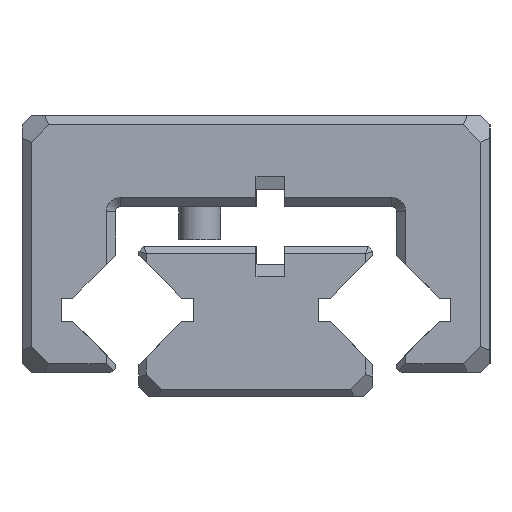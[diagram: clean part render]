
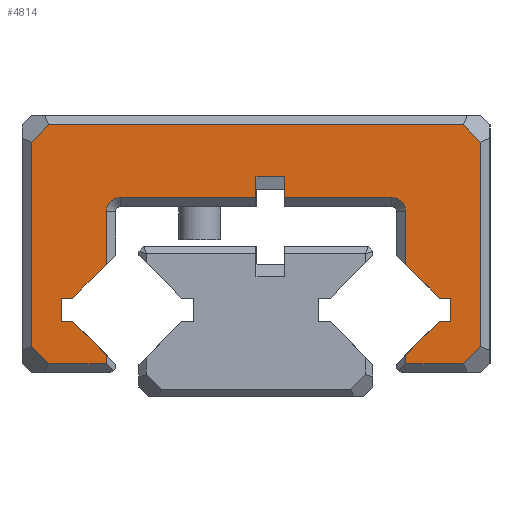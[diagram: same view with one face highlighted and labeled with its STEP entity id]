
A CAD part, left-side view. The second image highlights one B-rep face of the part: STEP entity #4814.
In plain terms, the highlighted planar face has unit normal (-1, 0, 0).
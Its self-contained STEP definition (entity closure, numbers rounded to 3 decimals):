
#4404=CIRCLE('',#31215,0.3);
#4405=CIRCLE('',#31216,0.3);
#4814=ADVANCED_FACE('',(#7305),#6159,.F.);
#6159=PLANE('',#31217);
#7305=FACE_OUTER_BOUND('',#8700,.T.);
#8700=EDGE_LOOP('',(#12803,#12804,#12805,#12806,#12807,#12808,#12809,#12810,
#12811,#12812,#12813,#12814,#12815,#12816,#12817,#12818,#12819,#12820,#12821,
#12822,#12823,#12824,#12825,#12826,#12827,#12828,#12829,#12830,#12831,#12832));
#12803=ORIENTED_EDGE('',*,*,#21852,.T.);
#12804=ORIENTED_EDGE('',*,*,#21853,.T.);
#12805=ORIENTED_EDGE('',*,*,#21854,.T.);
#12806=ORIENTED_EDGE('',*,*,#21855,.T.);
#12807=ORIENTED_EDGE('',*,*,#21856,.T.);
#12808=ORIENTED_EDGE('',*,*,#21857,.T.);
#12809=ORIENTED_EDGE('',*,*,#21858,.T.);
#12810=ORIENTED_EDGE('',*,*,#21859,.T.);
#12811=ORIENTED_EDGE('',*,*,#21860,.T.);
#12812=ORIENTED_EDGE('',*,*,#21861,.F.);
#12813=ORIENTED_EDGE('',*,*,#21862,.F.);
#12814=ORIENTED_EDGE('',*,*,#21863,.F.);
#12815=ORIENTED_EDGE('',*,*,#21864,.F.);
#12816=ORIENTED_EDGE('',*,*,#21865,.F.);
#12817=ORIENTED_EDGE('',*,*,#21866,.T.);
#12818=ORIENTED_EDGE('',*,*,#21867,.T.);
#12819=ORIENTED_EDGE('',*,*,#21868,.T.);
#12820=ORIENTED_EDGE('',*,*,#21869,.F.);
#12821=ORIENTED_EDGE('',*,*,#21870,.T.);
#12822=ORIENTED_EDGE('',*,*,#21871,.T.);
#12823=ORIENTED_EDGE('',*,*,#21872,.T.);
#12824=ORIENTED_EDGE('',*,*,#21873,.T.);
#12825=ORIENTED_EDGE('',*,*,#21874,.T.);
#12826=ORIENTED_EDGE('',*,*,#21875,.F.);
#12827=ORIENTED_EDGE('',*,*,#21876,.F.);
#12828=ORIENTED_EDGE('',*,*,#21877,.F.);
#12829=ORIENTED_EDGE('',*,*,#21878,.F.);
#12830=ORIENTED_EDGE('',*,*,#21879,.F.);
#12831=ORIENTED_EDGE('',*,*,#21880,.T.);
#12832=ORIENTED_EDGE('',*,*,#21881,.T.);
#18941=VERTEX_POINT('',#41642);
#18942=VERTEX_POINT('',#41643);
#18943=VERTEX_POINT('',#41645);
#18944=VERTEX_POINT('',#41647);
#18945=VERTEX_POINT('',#41649);
#18946=VERTEX_POINT('',#41651);
#18947=VERTEX_POINT('',#41653);
#18948=VERTEX_POINT('',#41655);
#18949=VERTEX_POINT('',#41657);
#18950=VERTEX_POINT('',#41659);
#18951=VERTEX_POINT('',#41661);
#18952=VERTEX_POINT('',#41663);
#18953=VERTEX_POINT('',#41665);
#18954=VERTEX_POINT('',#41667);
#18955=VERTEX_POINT('',#41669);
#18956=VERTEX_POINT('',#41671);
#18957=VERTEX_POINT('',#41673);
#18958=VERTEX_POINT('',#41675);
#18959=VERTEX_POINT('',#41677);
#18960=VERTEX_POINT('',#41679);
#18961=VERTEX_POINT('',#41681);
#18962=VERTEX_POINT('',#41683);
#18963=VERTEX_POINT('',#41685);
#18964=VERTEX_POINT('',#41687);
#18965=VERTEX_POINT('',#41689);
#18966=VERTEX_POINT('',#41691);
#18967=VERTEX_POINT('',#41693);
#18968=VERTEX_POINT('',#41695);
#18969=VERTEX_POINT('',#41697);
#18970=VERTEX_POINT('',#41699);
#21852=EDGE_CURVE('',#18941,#18942,#25455,.T.);
#21853=EDGE_CURVE('',#18942,#18943,#25456,.T.);
#21854=EDGE_CURVE('',#18943,#18944,#25457,.T.);
#21855=EDGE_CURVE('',#18944,#18945,#25458,.T.);
#21856=EDGE_CURVE('',#18945,#18946,#25459,.T.);
#21857=EDGE_CURVE('',#18946,#18947,#25460,.T.);
#21858=EDGE_CURVE('',#18947,#18948,#25461,.T.);
#21859=EDGE_CURVE('',#18948,#18949,#25462,.T.);
#21860=EDGE_CURVE('',#18949,#18950,#25463,.T.);
#21861=EDGE_CURVE('',#18951,#18950,#25464,.T.);
#21862=EDGE_CURVE('',#18952,#18951,#25465,.T.);
#21863=EDGE_CURVE('',#18953,#18952,#25466,.T.);
#21864=EDGE_CURVE('',#18954,#18953,#25467,.T.);
#21865=EDGE_CURVE('',#18955,#18954,#25468,.T.);
#21866=EDGE_CURVE('',#18955,#18956,#25469,.T.);
#21867=EDGE_CURVE('',#18956,#18957,#4404,.T.);
#21868=EDGE_CURVE('',#18957,#18958,#25470,.T.);
#21869=EDGE_CURVE('',#18959,#18958,#25471,.T.);
#21870=EDGE_CURVE('',#18959,#18960,#25472,.T.);
#21871=EDGE_CURVE('',#18960,#18961,#25473,.T.);
#21872=EDGE_CURVE('',#18961,#18962,#25474,.T.);
#21873=EDGE_CURVE('',#18962,#18963,#4405,.T.);
#21874=EDGE_CURVE('',#18963,#18964,#25475,.T.);
#21875=EDGE_CURVE('',#18965,#18964,#25476,.T.);
#21876=EDGE_CURVE('',#18966,#18965,#25477,.T.);
#21877=EDGE_CURVE('',#18967,#18966,#25478,.T.);
#21878=EDGE_CURVE('',#18968,#18967,#25479,.T.);
#21879=EDGE_CURVE('',#18969,#18968,#25480,.T.);
#21880=EDGE_CURVE('',#18969,#18970,#25481,.T.);
#21881=EDGE_CURVE('',#18970,#18941,#25482,.T.);
#25455=LINE('',#41641,#28825);
#25456=LINE('',#41644,#28826);
#25457=LINE('',#41646,#28827);
#25458=LINE('',#41648,#28828);
#25459=LINE('',#41650,#28829);
#25460=LINE('',#41652,#28830);
#25461=LINE('',#41654,#28831);
#25462=LINE('',#41656,#28832);
#25463=LINE('',#41658,#28833);
#25464=LINE('',#41660,#28834);
#25465=LINE('',#41662,#28835);
#25466=LINE('',#41664,#28836);
#25467=LINE('',#41666,#28837);
#25468=LINE('',#41668,#28838);
#25469=LINE('',#41670,#28839);
#25470=LINE('',#41674,#28840);
#25471=LINE('',#41676,#28841);
#25472=LINE('',#41678,#28842);
#25473=LINE('',#41680,#28843);
#25474=LINE('',#41682,#28844);
#25475=LINE('',#41686,#28845);
#25476=LINE('',#41688,#28846);
#25477=LINE('',#41690,#28847);
#25478=LINE('',#41692,#28848);
#25479=LINE('',#41694,#28849);
#25480=LINE('',#41696,#28850);
#25481=LINE('',#41698,#28851);
#25482=LINE('',#41700,#28852);
#28825=VECTOR('',#34287,1.);
#28826=VECTOR('',#34288,1.);
#28827=VECTOR('',#34289,1.);
#28828=VECTOR('',#34290,1.);
#28829=VECTOR('',#34291,1.);
#28830=VECTOR('',#34292,1.);
#28831=VECTOR('',#34293,1.);
#28832=VECTOR('',#34294,1.);
#28833=VECTOR('',#34295,1.);
#28834=VECTOR('',#34296,1.);
#28835=VECTOR('',#34297,1.);
#28836=VECTOR('',#34298,1.);
#28837=VECTOR('',#34299,1.);
#28838=VECTOR('',#34300,1.);
#28839=VECTOR('',#34301,1.);
#28840=VECTOR('',#34304,1.);
#28841=VECTOR('',#34305,1.);
#28842=VECTOR('',#34306,1.);
#28843=VECTOR('',#34307,1.);
#28844=VECTOR('',#34308,1.);
#28845=VECTOR('',#34311,1.);
#28846=VECTOR('',#34312,1.);
#28847=VECTOR('',#34313,1.);
#28848=VECTOR('',#34314,1.);
#28849=VECTOR('',#34315,1.);
#28850=VECTOR('',#34316,1.);
#28851=VECTOR('',#34317,1.);
#28852=VECTOR('',#34318,1.);
#31215=AXIS2_PLACEMENT_3D('',#41672,#34302,#34303);
#31216=AXIS2_PLACEMENT_3D('',#41684,#34309,#34310);
#31217=AXIS2_PLACEMENT_3D('',#41701,#34319,#34320);
#34287=DIRECTION('',(0.,-0.707,0.707));
#34288=DIRECTION('',(0.,0.,1.));
#34289=DIRECTION('',(0.,0.707,0.707));
#34290=DIRECTION('',(0.,1.,0.));
#34291=DIRECTION('',(0.,0.707,-0.707));
#34292=DIRECTION('',(0.,0.,-1.));
#34293=DIRECTION('',(0.,-0.707,-0.707));
#34294=DIRECTION('',(0.,-1.,0.));
#34295=DIRECTION('',(0.,0.,1.));
#34296=DIRECTION('',(0.,-0.707,-0.707));
#34297=DIRECTION('',(0.,-1.,0.));
#34298=DIRECTION('',(0.,0.,-1.));
#34299=DIRECTION('',(0.,1.,0.));
#34300=DIRECTION('',(0.,0.707,-0.707));
#34301=DIRECTION('',(0.,0.,1.));
#34302=DIRECTION('',(1.,0.,0.));
#34303=DIRECTION('',(0.,0.,-1.));
#34304=DIRECTION('',(0.,-1.,0.));
#34305=DIRECTION('',(0.,0.,-1.));
#34306=DIRECTION('',(0.,-1.,0.));
#34307=DIRECTION('',(0.,0.,-1.));
#34308=DIRECTION('',(0.,-1.,0.));
#34309=DIRECTION('',(1.,0.,0.));
#34310=DIRECTION('',(0.,0.,-1.));
#34311=DIRECTION('',(0.,0.,-1.));
#34312=DIRECTION('',(0.,0.707,0.707));
#34313=DIRECTION('',(0.,1.,0.));
#34314=DIRECTION('',(0.,0.,1.));
#34315=DIRECTION('',(0.,-1.,0.));
#34316=DIRECTION('',(0.,-0.707,0.707));
#34317=DIRECTION('',(0.,0.,-1.));
#34318=DIRECTION('',(0.,-1.,0.));
#34319=DIRECTION('',(1.,0.,0.));
#34320=DIRECTION('',(0.,0.,1.));
#41641=CARTESIAN_POINT('',(-25.,-4.717,0.983));
#41642=CARTESIAN_POINT('',(-25.,-4.434,0.7));
#41643=CARTESIAN_POINT('',(-25.,-4.8,1.066));
#41644=CARTESIAN_POINT('',(-25.,-4.8,0.));
#41645=CARTESIAN_POINT('',(-25.,-4.8,5.434));
#41646=CARTESIAN_POINT('',(-25.,-4.517,5.717));
#41647=CARTESIAN_POINT('',(-25.,-4.434,5.8));
#41648=CARTESIAN_POINT('',(-25.,0.,5.8));
#41649=CARTESIAN_POINT('',(-25.,4.434,5.8));
#41650=CARTESIAN_POINT('',(-25.,4.717,5.517));
#41651=CARTESIAN_POINT('',(-25.,4.8,5.434));
#41652=CARTESIAN_POINT('',(-25.,4.8,0.));
#41653=CARTESIAN_POINT('',(-25.,4.8,1.066));
#41654=CARTESIAN_POINT('',(-25.,4.517,0.783));
#41655=CARTESIAN_POINT('',(-25.,4.434,0.7));
#41656=CARTESIAN_POINT('',(-25.,0.,0.7));
#41657=CARTESIAN_POINT('',(-25.,3.2,0.7));
#41658=CARTESIAN_POINT('',(-25.,3.2,0.));
#41659=CARTESIAN_POINT('',(-25.,3.2,0.886));
#41660=CARTESIAN_POINT('',(-25.,3.914,1.6));
#41661=CARTESIAN_POINT('',(-25.,3.914,1.6));
#41662=CARTESIAN_POINT('',(-25.,4.164,1.6));
#41663=CARTESIAN_POINT('',(-25.,4.164,1.6));
#41664=CARTESIAN_POINT('',(-25.,4.164,1.85));
#41665=CARTESIAN_POINT('',(-25.,4.164,2.1));
#41666=CARTESIAN_POINT('',(-25.,3.914,2.1));
#41667=CARTESIAN_POINT('',(-25.,3.914,2.1));
#41668=CARTESIAN_POINT('',(-25.,3.,3.014));
#41669=CARTESIAN_POINT('',(-25.,3.2,2.814));
#41670=CARTESIAN_POINT('',(-25.,3.2,0.));
#41671=CARTESIAN_POINT('',(-25.,3.2,3.95));
#41672=CARTESIAN_POINT('',(-25.,2.9,3.95));
#41673=CARTESIAN_POINT('',(-25.,2.9,4.25));
#41674=CARTESIAN_POINT('',(-25.,0.,4.25));
#41675=CARTESIAN_POINT('',(-25.,0.,4.25));
#41676=CARTESIAN_POINT('',(-25.,0.,0.));
#41677=CARTESIAN_POINT('',(-25.,0.,4.692));
#41678=CARTESIAN_POINT('',(-25.,0.,4.692));
#41679=CARTESIAN_POINT('',(-25.,-0.6,4.692));
#41680=CARTESIAN_POINT('',(-25.,-0.6,0.));
#41681=CARTESIAN_POINT('',(-25.,-0.6,4.25));
#41682=CARTESIAN_POINT('',(-25.,0.,4.25));
#41683=CARTESIAN_POINT('',(-25.,-2.9,4.25));
#41684=CARTESIAN_POINT('',(-25.,-2.9,3.95));
#41685=CARTESIAN_POINT('',(-25.,-3.2,3.95));
#41686=CARTESIAN_POINT('',(-25.,-3.2,0.));
#41687=CARTESIAN_POINT('',(-25.,-3.2,2.814));
#41688=CARTESIAN_POINT('',(-25.,-3.914,2.1));
#41689=CARTESIAN_POINT('',(-25.,-3.914,2.1));
#41690=CARTESIAN_POINT('',(-25.,-4.164,2.1));
#41691=CARTESIAN_POINT('',(-25.,-4.164,2.1));
#41692=CARTESIAN_POINT('',(-25.,-4.164,1.85));
#41693=CARTESIAN_POINT('',(-25.,-4.164,1.6));
#41694=CARTESIAN_POINT('',(-25.,-3.914,1.6));
#41695=CARTESIAN_POINT('',(-25.,-3.914,1.6));
#41696=CARTESIAN_POINT('',(-25.,-3.,0.686));
#41697=CARTESIAN_POINT('',(-25.,-3.2,0.886));
#41698=CARTESIAN_POINT('',(-25.,-3.2,0.));
#41699=CARTESIAN_POINT('',(-25.,-3.2,0.7));
#41700=CARTESIAN_POINT('',(-25.,0.,0.7));
#41701=CARTESIAN_POINT('',(-25.,0.,0.));
